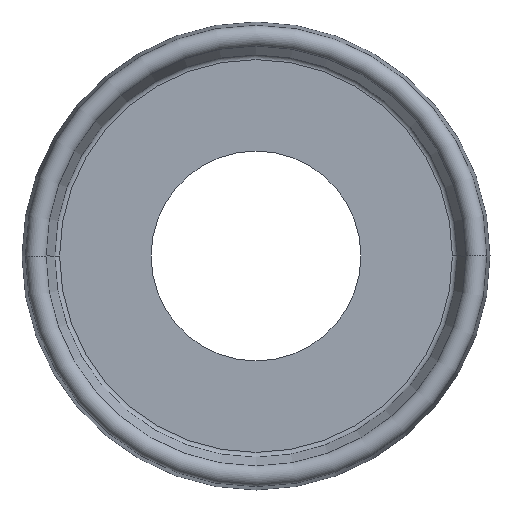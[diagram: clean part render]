
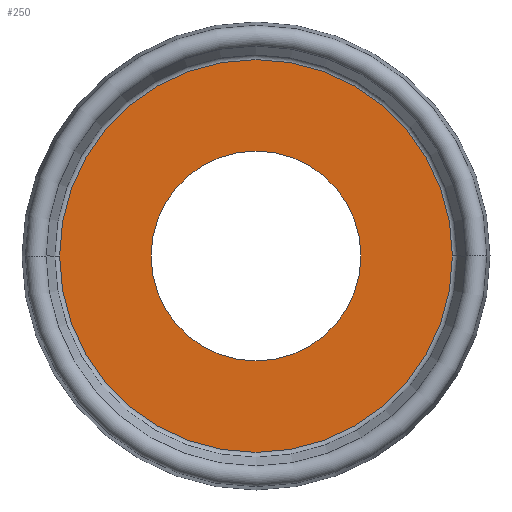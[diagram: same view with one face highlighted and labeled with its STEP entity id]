
A CAD part, left-side view. The second image highlights one B-rep face of the part: STEP entity #250.
In plain terms, the highlighted planar face has unit normal (-1, 0, 0).
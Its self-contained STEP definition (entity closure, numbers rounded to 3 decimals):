
#18 = AXIS2_PLACEMENT_3D ( 'NONE', #205, #118, #570 ) ;
#20 = EDGE_LOOP ( 'NONE', ( #329, #291 ) ) ;
#35 = DIRECTION ( 'NONE',  ( 0., 1., 0. ) ) ;
#60 = VERTEX_POINT ( 'NONE', #526 ) ;
#63 = FACE_OUTER_BOUND ( 'NONE', #443, .T. ) ;
#87 = AXIS2_PLACEMENT_3D ( 'NONE', #249, #483, #535 ) ;
#100 = VERTEX_POINT ( 'NONE', #350 ) ;
#111 = DIRECTION ( 'NONE',  ( 1., 0., 0. ) ) ;
#115 = CARTESIAN_POINT ( 'NONE',  ( -0.9, 0., 0. ) ) ;
#118 = DIRECTION ( 'NONE',  ( 1., 0., 0. ) ) ;
#124 = DIRECTION ( 'NONE',  ( 1., 0., 0. ) ) ;
#126 = ORIENTED_EDGE ( 'NONE', *, *, #428, .F. ) ;
#162 = AXIS2_PLACEMENT_3D ( 'NONE', #233, #555, #502 ) ;
#191 = VERTEX_POINT ( 'NONE', #524 ) ;
#192 = CIRCLE ( 'NONE', #224, 9.097 ) ;
#205 = CARTESIAN_POINT ( 'NONE',  ( -0.9, 0., 0. ) ) ;
#214 = EDGE_CURVE ( 'NONE', #469, #60, #251, .T. ) ;
#221 = DIRECTION ( 'NONE',  ( 0., 1., 0. ) ) ;
#224 = AXIS2_PLACEMENT_3D ( 'NONE', #115, #124, #35 ) ;
#233 = CARTESIAN_POINT ( 'NONE',  ( -0.9, 4.86, 0. ) ) ;
#241 = ORIENTED_EDGE ( 'NONE', *, *, #525, .F. ) ;
#249 = CARTESIAN_POINT ( 'NONE',  ( -0.9, 0., 0. ) ) ;
#250 = ADVANCED_FACE ( 'NONE', ( #361, #63 ), #509, .T. ) ;
#251 = CIRCLE ( 'NONE', #271, 4.86 ) ;
#271 = AXIS2_PLACEMENT_3D ( 'NONE', #328, #111, #221 ) ;
#291 = ORIENTED_EDGE ( 'NONE', *, *, #436, .T. ) ;
#296 = CARTESIAN_POINT ( 'NONE',  ( -0.9, 4.86, 0. ) ) ;
#328 = CARTESIAN_POINT ( 'NONE',  ( -0.9, 0., 0. ) ) ;
#329 = ORIENTED_EDGE ( 'NONE', *, *, #214, .T. ) ;
#350 = CARTESIAN_POINT ( 'NONE',  ( -0.9, -9.097, 0. ) ) ;
#352 = CIRCLE ( 'NONE', #18, 4.86 ) ;
#361 = FACE_BOUND ( 'NONE', #20, .T. ) ;
#428 = EDGE_CURVE ( 'NONE', #191, #100, #192, .T. ) ;
#436 = EDGE_CURVE ( 'NONE', #60, #469, #352, .T. ) ;
#443 = EDGE_LOOP ( 'NONE', ( #126, #241 ) ) ;
#469 = VERTEX_POINT ( 'NONE', #296 ) ;
#483 = DIRECTION ( 'NONE',  ( 1., 0., 0. ) ) ;
#502 = DIRECTION ( 'NONE',  ( 0., -1., 0. ) ) ;
#509 = PLANE ( 'NONE',  #162 ) ;
#524 = CARTESIAN_POINT ( 'NONE',  ( -0.9, 9.097, 0. ) ) ;
#525 = EDGE_CURVE ( 'NONE', #100, #191, #554, .T. ) ;
#526 = CARTESIAN_POINT ( 'NONE',  ( -0.9, -4.86, 0. ) ) ;
#535 = DIRECTION ( 'NONE',  ( 0., 1., 0. ) ) ;
#554 = CIRCLE ( 'NONE', #87, 9.097 ) ;
#555 = DIRECTION ( 'NONE',  ( -1., 0., 0. ) ) ;
#570 = DIRECTION ( 'NONE',  ( 0., 1., 0. ) ) ;
